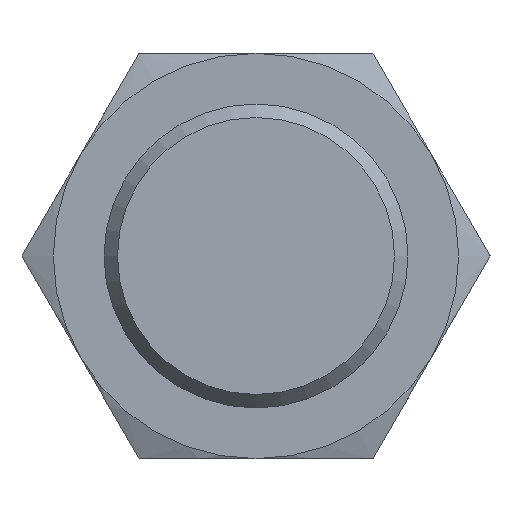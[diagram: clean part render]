
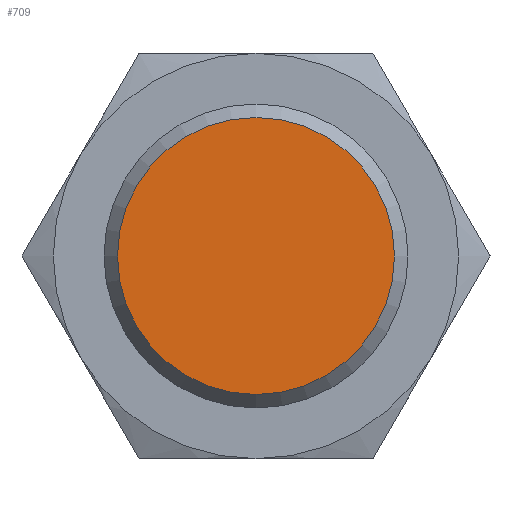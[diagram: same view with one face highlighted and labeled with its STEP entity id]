
A CAD part, left-side view. The second image highlights one B-rep face of the part: STEP entity #709.
In plain terms, the highlighted planar face has unit normal (-1, 0, 0).
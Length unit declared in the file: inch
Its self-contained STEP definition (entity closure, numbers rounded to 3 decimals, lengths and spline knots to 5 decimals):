
#8 = CARTESIAN_POINT ( 'NONE',  ( 0., 0., -0.32283 ) ) ;
#95 = AXIS2_PLACEMENT_3D ( 'NONE', #978, #1239, #1654 ) ;
#297 = DIRECTION ( 'NONE',  ( 0., 0., -1. ) ) ;
#329 = ORIENTED_EDGE ( 'NONE', *, *, #658, .F. ) ;
#658 = EDGE_CURVE ( 'NONE', #976, #976, #1615, .T. ) ;
#709 = ADVANCED_FACE ( 'NONE', ( #847 ), #990, .F. ) ;
#842 = AXIS2_PLACEMENT_3D ( 'NONE', #1541, #1262, #297 ) ;
#847 = FACE_OUTER_BOUND ( 'NONE', #1685, .T. ) ;
#976 = VERTEX_POINT ( 'NONE', #8 ) ;
#978 = CARTESIAN_POINT ( 'NONE',  ( 0., 0., 0. ) ) ;
#990 = PLANE ( 'NONE',  #95 ) ;
#1239 = DIRECTION ( 'NONE',  ( 1., 0., 0. ) ) ;
#1262 = DIRECTION ( 'NONE',  ( 1., 0., 0. ) ) ;
#1541 = CARTESIAN_POINT ( 'NONE',  ( 0., 0., 0. ) ) ;
#1615 = CIRCLE ( 'NONE', #842, 0.32283 ) ;
#1654 = DIRECTION ( 'NONE',  ( 0., 0., -1. ) ) ;
#1685 = EDGE_LOOP ( 'NONE', ( #329 ) ) ;
